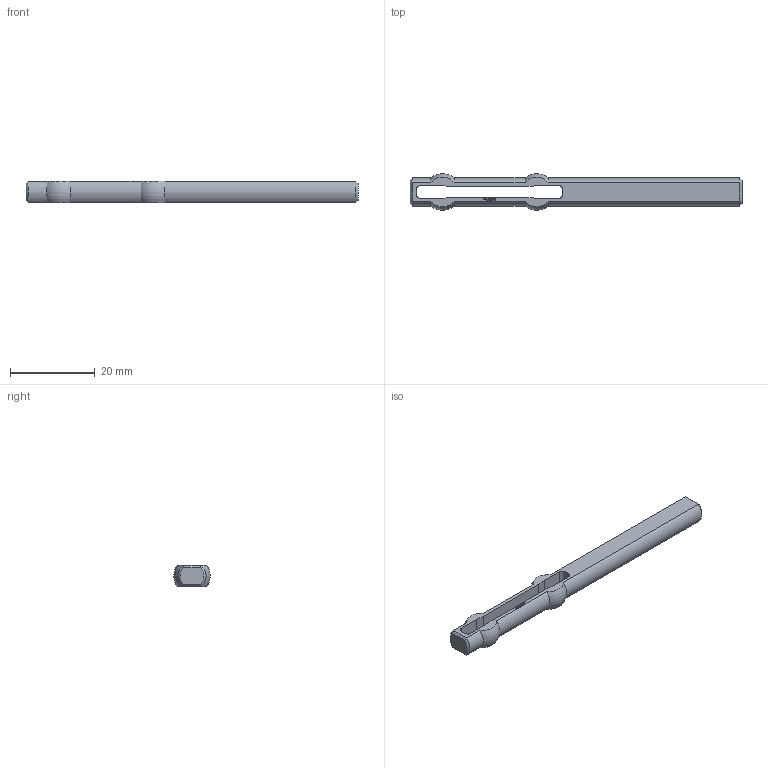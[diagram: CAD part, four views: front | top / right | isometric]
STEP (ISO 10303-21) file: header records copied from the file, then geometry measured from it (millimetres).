
FILE_DESCRIPTION(('FreeCAD Model'),'2;1');
FILE_NAME('Open CASCADE Shape Model','2022-07-11T18:42:18',(''),(''), 'Open CASCADE STEP processor 7.5','FreeCAD','Unknown');
FILE_SCHEMA(('AUTOMOTIVE_DESIGN { 1 0 10303 214 1 1 1 1 }'));
Length unit declared in the file: millimetre
Products named in the file (1): Pin SPP INR LCT UDR BU04.00x03.25 - SPN-PIN-0201
Bounding box: 78.12 x 8.54 x 5 mm (x, y, z)
Volume: 1910.1 mm3; surface area: 1831.1 mm2
Topology: 1 solids, 1 shells, 474 faces, 1324 edges, 880 vertices
Faces by surface type: plane 339, bspline 117, cylinder 10, cone 4, sphere 4
Entity records: 33772 total; most frequent: CARTESIAN_POINT 8794, DIRECTION 3976, LINE 3186, VECTOR 3186, ORIENTED_EDGE 2648, PCURVE 2648, DEFINITIONAL_REPRESENTATION 2648, EDGE_CURVE 1324
